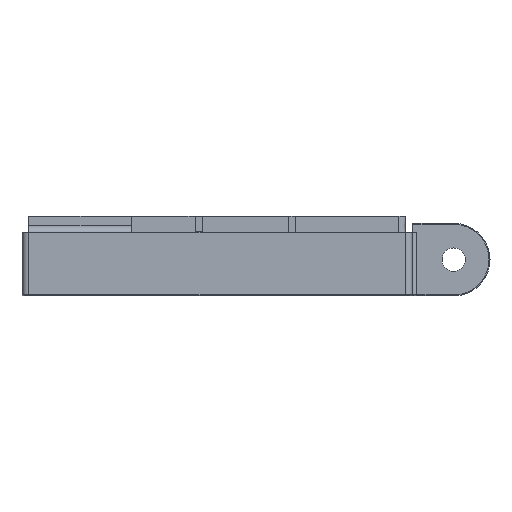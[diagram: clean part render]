
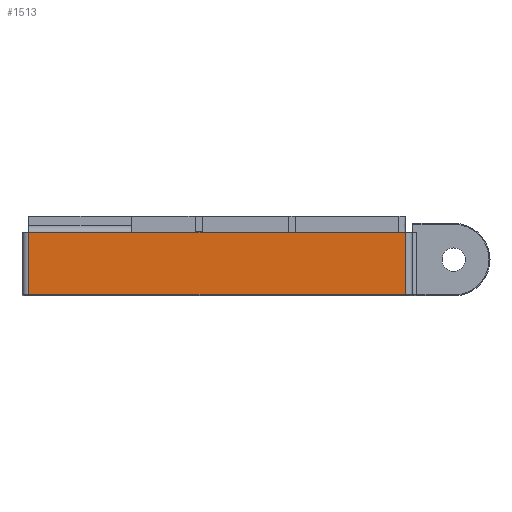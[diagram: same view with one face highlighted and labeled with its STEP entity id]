
A CAD part, left-side view. The second image highlights one B-rep face of the part: STEP entity #1513.
In plain terms, the highlighted planar face has unit normal (-1, 0, 0).
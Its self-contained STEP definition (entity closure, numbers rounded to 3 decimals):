
#941=CARTESIAN_POINT('',(0.,82.,-5.));
#942=VERTEX_POINT('',#941);
#950=CARTESIAN_POINT('',(0.,1.4,-5.));
#951=VERTEX_POINT('',#950);
#952=CARTESIAN_POINT('',(0.,82.,-5.));
#953=DIRECTION('',(0.,-1.,0.));
#954=VECTOR('',#953,80.6);
#955=LINE('',#952,#954);
#956=EDGE_CURVE('',#942,#951,#955,.T.);
#1471=CARTESIAN_POINT('',(0.,82.,-18.35));
#1472=VERTEX_POINT('',#1471);
#1480=CARTESIAN_POINT('',(0.,82.,-18.35));
#1481=DIRECTION('',(0.,0.,1.));
#1482=VECTOR('',#1481,13.35);
#1483=LINE('',#1480,#1482);
#1484=EDGE_CURVE('',#1472,#942,#1483,.T.);
#1490=CARTESIAN_POINT('',(0.,0.,-18.55));
#1491=DIRECTION('',(-1.,0.,0.));
#1492=DIRECTION('',(0.,0.,1.));
#1493=AXIS2_PLACEMENT_3D('',#1490,#1491,#1492);
#1494=PLANE('',#1493);
#1495=ORIENTED_EDGE('',*,*,#1484,.F.);
#1496=CARTESIAN_POINT('',(0.,1.4,-18.35));
#1497=VERTEX_POINT('',#1496);
#1498=CARTESIAN_POINT('',(0.,82.,-18.35));
#1499=DIRECTION('',(0.,-1.,0.));
#1500=VECTOR('',#1499,80.6);
#1501=LINE('',#1498,#1500);
#1502=EDGE_CURVE('',#1472,#1497,#1501,.T.);
#1503=ORIENTED_EDGE('',*,*,#1502,.T.);
#1504=CARTESIAN_POINT('',(0.,1.4,-18.35));
#1505=DIRECTION('',(0.,0.,1.));
#1506=VECTOR('',#1505,13.35);
#1507=LINE('',#1504,#1506);
#1508=EDGE_CURVE('',#1497,#951,#1507,.T.);
#1509=ORIENTED_EDGE('',*,*,#1508,.T.);
#1510=ORIENTED_EDGE('',*,*,#956,.F.);
#1511=EDGE_LOOP('',(#1495,#1503,#1509,#1510));
#1512=FACE_BOUND('',#1511,.T.);
#1513=ADVANCED_FACE('',(#1512),#1494,.T.);
